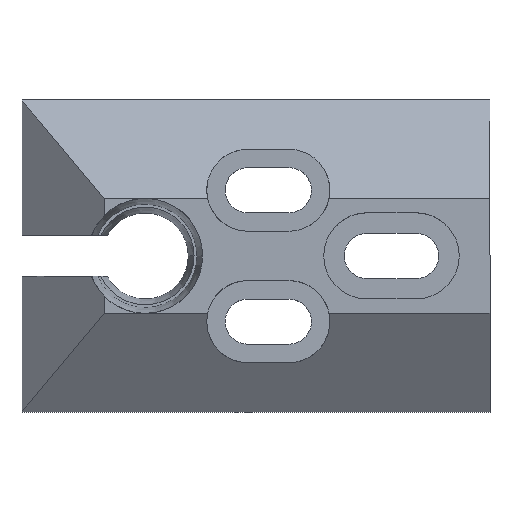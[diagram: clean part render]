
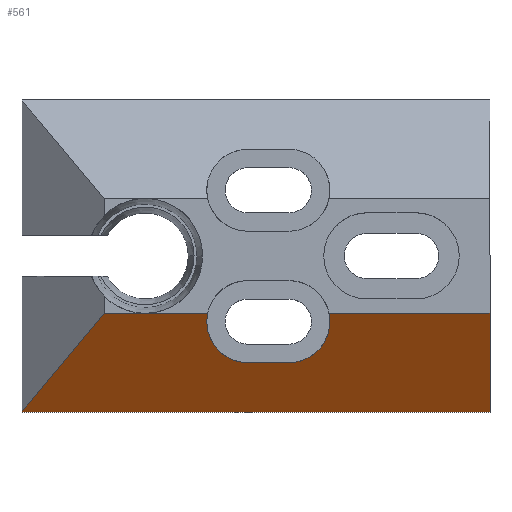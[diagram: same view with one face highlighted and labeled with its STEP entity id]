
A CAD part, top view. The second image highlights one B-rep face of the part: STEP entity #561.
In plain terms, the highlighted planar face has unit normal (0, -0.578, 0.816).
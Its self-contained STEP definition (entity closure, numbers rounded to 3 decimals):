
#3 = VECTOR ( 'NONE', #1508, 1000. ) ;
#27 = LINE ( 'NONE', #1541, #3 ) ;
#83 = VECTOR ( 'NONE', #1495, 1000. ) ;
#102 = CARTESIAN_POINT ( 'NONE',  ( 42., -19., 0.5 ) ) ;
#111 = VECTOR ( 'NONE', #1597, 1000. ) ;
#116 = LINE ( 'NONE', #1506, #83 ) ;
#135 = LINE ( 'NONE', #1569, #111 ) ;
#212 = CARTESIAN_POINT ( 'NONE',  ( 22.399, -7., 9. ) ) ;
#259 =( BOUNDED_CURVE ( )  B_SPLINE_CURVE ( 3, ( #1339, #1341, #1321, #1318 ),
 .UNSPECIFIED., .F., .T. ) 
 B_SPLINE_CURVE_WITH_KNOTS ( ( 4, 4 ),
 ( 1.369, 3.142 ),
 .UNSPECIFIED. ) 
 CURVE ( )  GEOMETRIC_REPRESENTATION_ITEM ( )  RATIONAL_B_SPLINE_CURVE ( ( 1., 0.755, 0.755, 1. ) ) 
 REPRESENTATION_ITEM ( '' )  );
#307 = EDGE_CURVE ( 'NONE', #1342, #1691, #1559, .T. ) ;
#345 = CARTESIAN_POINT ( 'NONE',  ( -15., -19., 0.5 ) ) ;
#468 = VERTEX_POINT ( 'NONE', #1190 ) ;
#561 = ADVANCED_FACE ( 'NONE', ( #1277 ), #1557, .F. ) ;
#600 = VERTEX_POINT ( 'NONE', #1387 ) ;
#610 = CARTESIAN_POINT ( 'NONE',  ( 17.5, -13., 4.75 ) ) ;
#612 = VERTEX_POINT ( 'NONE', #1433 ) ;
#685 = VERTEX_POINT ( 'NONE', #1003 ) ;
#815 = VERTEX_POINT ( 'NONE', #102 ) ;
#888 = CARTESIAN_POINT ( 'NONE',  ( 0., -7., 9. ) ) ;
#916 = EDGE_CURVE ( 'NONE', #612, #1124, #135, .T. ) ;
#929 =( BOUNDED_CURVE ( )  B_SPLINE_CURVE ( 3, ( #1405, #1401, #1384, #1383 ),
 .UNSPECIFIED., .F., .F. ) 
 B_SPLINE_CURVE_WITH_KNOTS ( ( 4, 4 ),
 ( 3.142, 4.712 ),
 .UNSPECIFIED. ) 
 CURVE ( )  GEOMETRIC_REPRESENTATION_ITEM ( )  RATIONAL_B_SPLINE_CURVE ( ( 1., 0.805, 0.805, 1. ) ) 
 REPRESENTATION_ITEM ( '' )  );
#934 = EDGE_CURVE ( 'NONE', #685, #1691, #116, .T. ) ;
#940 = CARTESIAN_POINT ( 'NONE',  ( 42., -7., 9. ) ) ;
#941 = EDGE_CURVE ( 'NONE', #600, #1195, #27, .T. ) ;
#948 = EDGE_CURVE ( 'NONE', #815, #1504, #1864, .T. ) ;
#956 = EDGE_CURVE ( 'NONE', #815, #685, #1630, .T. ) ;
#958 = EDGE_CURVE ( 'NONE', #1195, #1342, #929, .T. ) ;
#975 = EDGE_CURVE ( 'NONE', #612, #600, #259, .T. ) ;
#976 = EDGE_CURVE ( 'NONE', #1124, #468, #1343, .T. ) ;
#978 = EDGE_CURVE ( 'NONE', #468, #1504, #1861, .T. ) ;
#1003 = CARTESIAN_POINT ( 'NONE',  ( 42., -7., 9. ) ) ;
#1119 = AXIS2_PLACEMENT_3D ( 'NONE', #1645, #1601, #1522 ) ;
#1124 = VERTEX_POINT ( 'NONE', #888 ) ;
#1142 = VECTOR ( 'NONE', #1402, 1000. ) ;
#1190 = CARTESIAN_POINT ( 'NONE',  ( -5., -7., 9. ) ) ;
#1195 = VERTEX_POINT ( 'NONE', #610 ) ;
#1200 = ORIENTED_EDGE ( 'NONE', *, *, #948, .F. ) ;
#1214 = ORIENTED_EDGE ( 'NONE', *, *, #956, .T. ) ;
#1217 = ORIENTED_EDGE ( 'NONE', *, *, #934, .T. ) ;
#1220 = ORIENTED_EDGE ( 'NONE', *, *, #307, .F. ) ;
#1234 = ORIENTED_EDGE ( 'NONE', *, *, #958, .F. ) ;
#1237 = ORIENTED_EDGE ( 'NONE', *, *, #941, .F. ) ;
#1240 = ORIENTED_EDGE ( 'NONE', *, *, #975, .F. ) ;
#1254 = ORIENTED_EDGE ( 'NONE', *, *, #916, .T. ) ;
#1266 = ORIENTED_EDGE ( 'NONE', *, *, #976, .T. ) ;
#1277 = FACE_OUTER_BOUND ( 'NONE', #1285, .T. ) ;
#1285 = EDGE_LOOP ( 'NONE', ( #1200, #1214, #1217, #1220, #1234, #1237, #1240, #1254, #1266, #1306 ) ) ;
#1289 = DIRECTION ( 'NONE',  ( -0.562, -0.675, -0.478 ) ) ;
#1295 = CARTESIAN_POINT ( 'NONE',  ( 13.972, 15.767, 25.126 ) ) ;
#1298 = DIRECTION ( 'NONE',  ( -1., 0., 0. ) ) ;
#1301 = CARTESIAN_POINT ( 'NONE',  ( 55., -7., 9. ) ) ;
#1306 = ORIENTED_EDGE ( 'NONE', *, *, #978, .T. ) ;
#1318 = CARTESIAN_POINT ( 'NONE',  ( 12.5, -13., 4.75 ) ) ;
#1321 = CARTESIAN_POINT ( 'NONE',  ( 9.08, -13., 4.75 ) ) ;
#1339 = CARTESIAN_POINT ( 'NONE',  ( 7.601, -7., 9. ) ) ;
#1341 = CARTESIAN_POINT ( 'NONE',  ( 6.917, -10.351, 6.626 ) ) ;
#1342 = VERTEX_POINT ( 'NONE', #1361 ) ;
#1343 = LINE ( 'NONE', #1301, #1853 ) ;
#1359 = CARTESIAN_POINT ( 'NONE',  ( 22.5, -7.664, 8.53 ) ) ;
#1361 = CARTESIAN_POINT ( 'NONE',  ( 22.5, -8., 8.292 ) ) ;
#1383 = CARTESIAN_POINT ( 'NONE',  ( 22.5, -8., 8.292 ) ) ;
#1384 = CARTESIAN_POINT ( 'NONE',  ( 22.5, -10.929, 6.217 ) ) ;
#1386 = CARTESIAN_POINT ( 'NONE',  ( 22.466, -7.329, 8.767 ) ) ;
#1387 = CARTESIAN_POINT ( 'NONE',  ( 12.5, -13., 4.75 ) ) ;
#1401 = CARTESIAN_POINT ( 'NONE',  ( 20.429, -13., 4.75 ) ) ;
#1402 = DIRECTION ( 'NONE',  ( 0., 0.816, 0.578 ) ) ;
#1405 = CARTESIAN_POINT ( 'NONE',  ( 17.5, -13., 4.75 ) ) ;
#1421 = DIRECTION ( 'NONE',  ( -1., 0., 0. ) ) ;
#1433 = CARTESIAN_POINT ( 'NONE',  ( 7.601, -7., 9. ) ) ;
#1437 = CARTESIAN_POINT ( 'NONE',  ( 55., -19., 0.5 ) ) ;
#1441 = CARTESIAN_POINT ( 'NONE',  ( 22.5, -8., 8.292 ) ) ;
#1491 = CARTESIAN_POINT ( 'NONE',  ( 22.399, -7., 9. ) ) ;
#1495 = DIRECTION ( 'NONE',  ( -1., 0., 0. ) ) ;
#1504 = VERTEX_POINT ( 'NONE', #345 ) ;
#1506 = CARTESIAN_POINT ( 'NONE',  ( 55., -7., 9. ) ) ;
#1508 = DIRECTION ( 'NONE',  ( 1., 0., 0. ) ) ;
#1522 = DIRECTION ( 'NONE',  ( 0., 0.816, 0.578 ) ) ;
#1541 = CARTESIAN_POINT ( 'NONE',  ( 55., -13., 4.75 ) ) ;
#1557 = PLANE ( 'NONE',  #1119 ) ;
#1559 =( BOUNDED_CURVE ( )  B_SPLINE_CURVE ( 3, ( #1441, #1359, #1386, #1491 ),
 .UNSPECIFIED., .F., .T. ) 
 B_SPLINE_CURVE_WITH_KNOTS ( ( 4, 4 ),
 ( 4.712, 4.914 ),
 .UNSPECIFIED. ) 
 CURVE ( )  GEOMETRIC_REPRESENTATION_ITEM ( )  RATIONAL_B_SPLINE_CURVE ( ( 1., 0.997, 0.997, 1. ) ) 
 REPRESENTATION_ITEM ( '' )  );
#1569 = CARTESIAN_POINT ( 'NONE',  ( 55., -7., 9. ) ) ;
#1579 = VECTOR ( 'NONE', #1421, 1000. ) ;
#1597 = DIRECTION ( 'NONE',  ( -1., 0., 0. ) ) ;
#1601 = DIRECTION ( 'NONE',  ( 0., 0.578, -0.816 ) ) ;
#1630 = LINE ( 'NONE', #940, #1142 ) ;
#1645 = CARTESIAN_POINT ( 'NONE',  ( 55., -7., 9. ) ) ;
#1691 = VERTEX_POINT ( 'NONE', #212 ) ;
#1850 = VECTOR ( 'NONE', #1289, 1000. ) ;
#1853 = VECTOR ( 'NONE', #1298, 1000. ) ;
#1861 = LINE ( 'NONE', #1295, #1850 ) ;
#1864 = LINE ( 'NONE', #1437, #1579 ) ;
